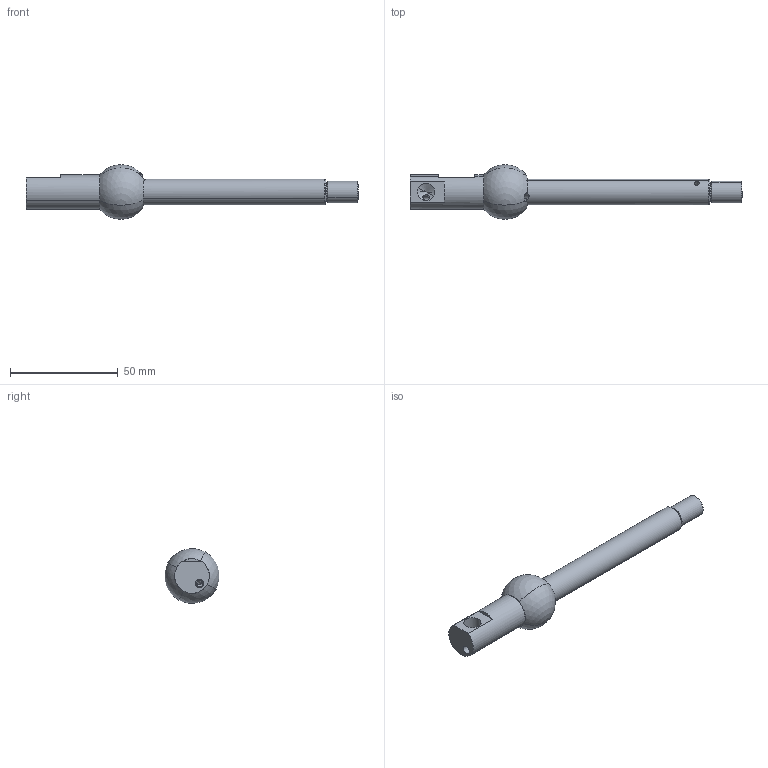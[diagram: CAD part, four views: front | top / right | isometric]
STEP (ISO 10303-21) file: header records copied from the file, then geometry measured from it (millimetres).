
FILE_DESCRIPTION (( 'STEP AP203' ), '1' );
FILE_NAME ('VERIN-TIGE-EPAULE1_2_Default_sldprt.STEP', '2024-12-16T15:04:47', ( '' ), ( '' ), 'SwSTEP 2.0', 'SolidWorks 2024', '' );
FILE_SCHEMA (( 'CONFIG_CONTROL_DESIGN' ));
Length unit declared in the file: millimetre
Products named in the file (1): VERIN-TIGE-EPAULE1_2_Default_sldprt
Bounding box: 154 x 25.37 x 25.37 mm (x, y, z)
Volume: 22013.8 mm3; surface area: 11760.3 mm2
Topology: 1 solids, 1 shells, 110 faces, 321 edges, 192 vertices
Faces by surface type: cylinder 45, cone 40, plane 11, torus 10, sphere 4
Entity records: 5680 total; most frequent: CARTESIAN_POINT 2954, ORIENTED_EDGE 590, DIRECTION 504, EDGE_CURVE 295, AXIS2_PLACEMENT_3D 209, VERTEX_POINT 188, EDGE_LOOP 129, B_SPLINE_CURVE_WITH_KNOTS 111
